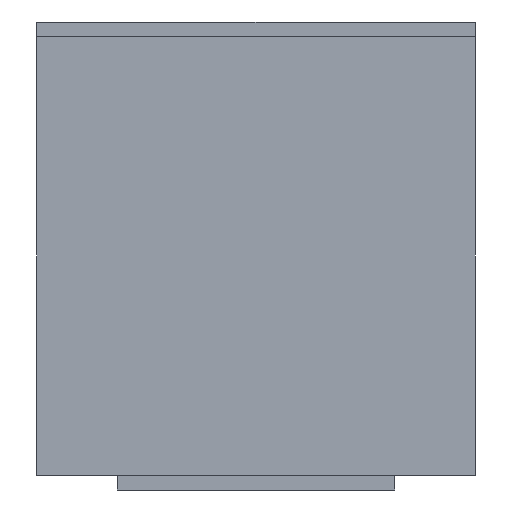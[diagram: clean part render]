
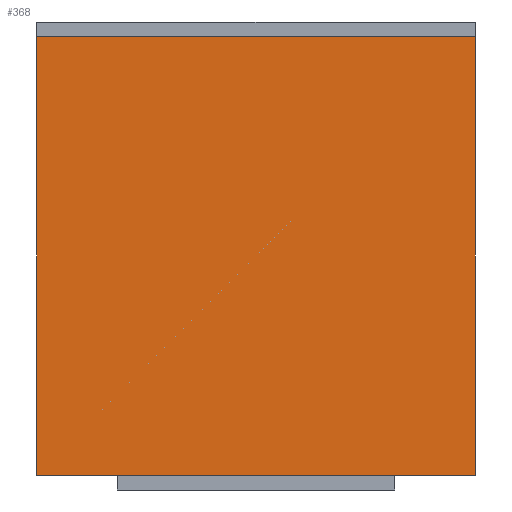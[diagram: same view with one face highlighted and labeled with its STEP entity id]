
A CAD part, left-side view. The second image highlights one B-rep face of the part: STEP entity #368.
In plain terms, the highlighted planar face has unit normal (-1, 0, 0).
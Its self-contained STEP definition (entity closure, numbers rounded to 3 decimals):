
#24=FACE_OUTER_BOUND('',#48,.T.);
#48=EDGE_LOOP('',(#257,#258,#259,#260));
#70=LINE('',#534,#118);
#78=LINE('',#549,#126);
#79=LINE('',#551,#127);
#80=LINE('',#552,#128);
#118=VECTOR('',#435,10.);
#126=VECTOR('',#447,10.);
#127=VECTOR('',#450,10.);
#128=VECTOR('',#451,10.);
#166=VERTEX_POINT('',#531);
#167=VERTEX_POINT('',#533);
#171=VERTEX_POINT('',#545);
#172=VERTEX_POINT('',#547);
#198=EDGE_CURVE('',#166,#167,#70,.T.);
#206=EDGE_CURVE('',#171,#172,#78,.T.);
#207=EDGE_CURVE('',#166,#171,#79,.T.);
#208=EDGE_CURVE('',#167,#172,#80,.T.);
#257=ORIENTED_EDGE('',*,*,#207,.T.);
#258=ORIENTED_EDGE('',*,*,#206,.T.);
#259=ORIENTED_EDGE('',*,*,#208,.F.);
#260=ORIENTED_EDGE('',*,*,#198,.F.);
#344=PLANE('',#409);
#368=ADVANCED_FACE('',(#24),#344,.T.);
#409=AXIS2_PLACEMENT_3D('',#550,#448,#449);
#435=DIRECTION('',(0.,0.,1.));
#447=DIRECTION('',(0.,0.,1.));
#448=DIRECTION('center_axis',(-1.,0.,0.));
#449=DIRECTION('ref_axis',(0.,-1.,0.));
#450=DIRECTION('',(0.,-1.,0.));
#451=DIRECTION('',(0.,-1.,0.));
#531=CARTESIAN_POINT('',(0.,0.3,0.));
#533=CARTESIAN_POINT('',(0.,0.3,0.3));
#534=CARTESIAN_POINT('',(0.,0.3,0.));
#545=CARTESIAN_POINT('',(0.,0.,0.));
#547=CARTESIAN_POINT('',(0.,0.,0.3));
#549=CARTESIAN_POINT('',(0.,0.,0.));
#550=CARTESIAN_POINT('Origin',(0.,0.3,0.));
#551=CARTESIAN_POINT('',(0.,0.3,0.));
#552=CARTESIAN_POINT('',(0.,0.3,0.3));
